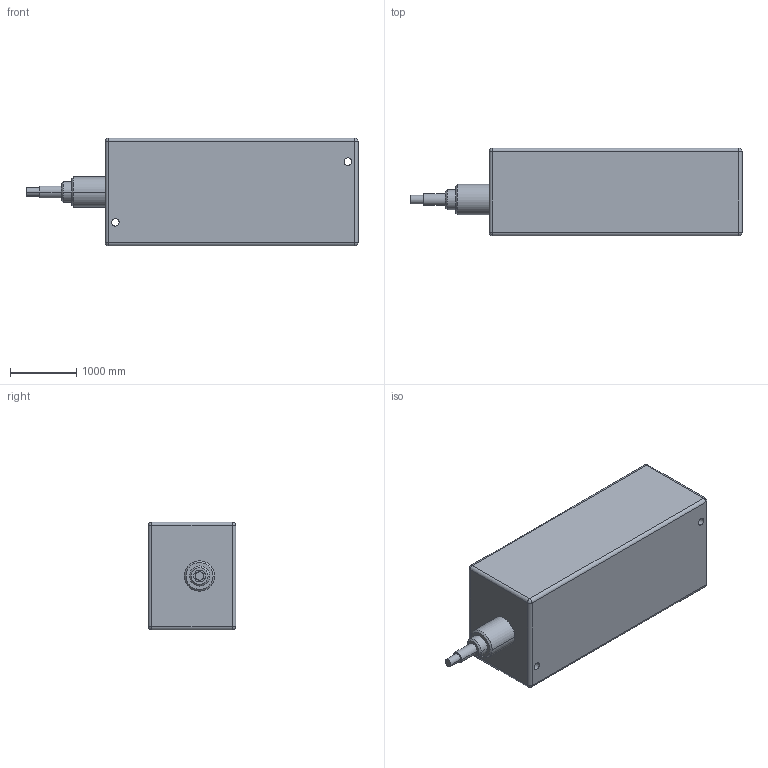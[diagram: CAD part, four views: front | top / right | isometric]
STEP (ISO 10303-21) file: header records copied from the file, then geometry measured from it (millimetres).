
FILE_DESCRIPTION((''),'2;1');
FILE_NAME('FLT_F400300A','2006-10-19T',('Pepperl+Fuchs'),('IndustrieHansa'),'PRO/ENGINEER BY PARAMETRIC TECHNOLOGY CORPORATION, 2006200','PRO/ENGINEER BY PARAMETRIC TECHNOLOGY CORPORATION, 2006200','');
FILE_SCHEMA(('AUTOMOTIVE_DESIGN_CC2 { 1 2 10303 214 -1 1 5 2 }'));
Length unit declared in the file: inch
Products named in the file (1): FLT_F400300A
Bounding box: 5003.8 x 1320.8 x 1625.6 mm (x, y, z)
Volume: 8234967750.8 mm3; surface area: 28267040 mm2
Topology: 1 solids, 1 shells, 52 faces, 126 edges, 95 vertices
Faces by surface type: cylinder 28, plane 12, sphere 8, cone 4
Entity records: 2120 total; most frequent: DIRECTION 292, CARTESIAN_POINT 241, ORIENTED_EDGE 212, PRESENTATION_STYLE_ASSIGNMENT 157, STYLED_ITEM 154, CURVE_STYLE 131, AXIS2_PLACEMENT_3D 113, EDGE_CURVE 106
